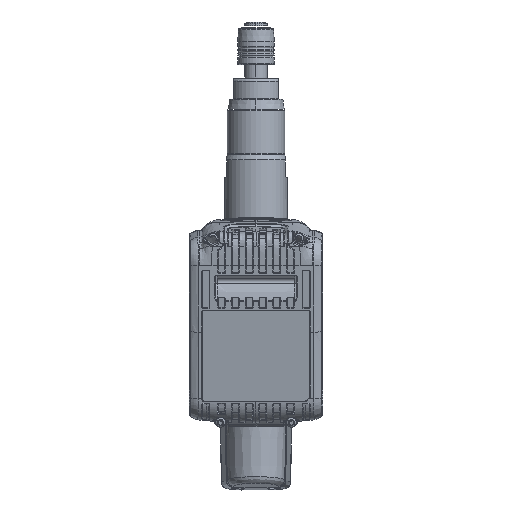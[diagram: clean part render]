
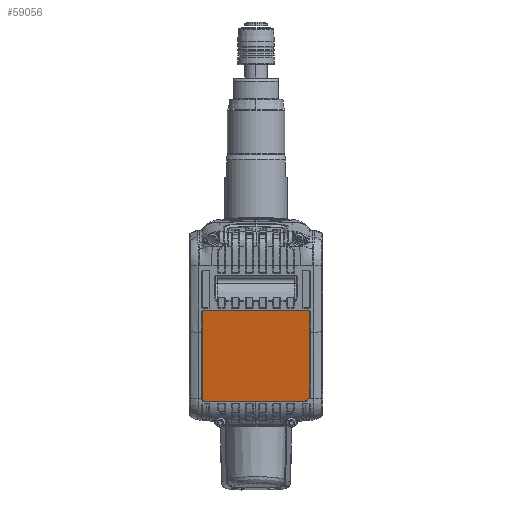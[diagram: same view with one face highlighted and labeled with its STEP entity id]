
A CAD part, front view. The second image highlights one B-rep face of the part: STEP entity #59056.
In plain terms, the highlighted planar face has unit normal (0, -0.985, -0.174).
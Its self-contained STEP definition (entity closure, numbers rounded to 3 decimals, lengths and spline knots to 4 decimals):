
#42094=DIRECTION('',(1.,0.,0.));
#42095=VECTOR('',#42094,2.3087);
#42096=CARTESIAN_POINT('',(-1.1543,-9.21,
-0.7457));
#42097=LINE('',#42096,#42095);
#42098=CARTESIAN_POINT('',(1.1543,-9.2032,
-0.7845));
#42099=DIRECTION('',(0.,0.985,0.174));
#42100=DIRECTION('',(0.,-0.174,0.985));
#42101=AXIS2_PLACEMENT_3D('',#42098,#42099,#42100);
#42103=DIRECTION('',(0.,0.174,-0.985));
#42104=VECTOR('',#42103,1.9173);
#42105=CARTESIAN_POINT('',(1.1937,-9.2032,
-0.7845));
#42106=LINE('',#42105,#42104);
#42107=CARTESIAN_POINT('',(1.174,-8.8703,
-2.6727));
#42108=DIRECTION('',(0.,0.985,0.174));
#42109=DIRECTION('',(1.,0.,0.));
#42110=AXIS2_PLACEMENT_3D('',#42107,#42108,#42109);
#42112=DIRECTION('',(-0.707,0.123,-0.696));
#42113=VECTOR('',#42112,0.1002);
#42114=CARTESIAN_POINT('',(1.1879,-8.8678,
-2.6864));
#42115=LINE('',#42114,#42113);
#42116=CARTESIAN_POINT('',(1.1031,-8.8579,
-2.7424));
#42117=DIRECTION('',(0.,0.985,0.174));
#42118=DIRECTION('',(0.707,0.123,-0.696));
#42119=AXIS2_PLACEMENT_3D('',#42116,#42117,#42118);
#42121=DIRECTION('',(-1.,0.,0.));
#42122=VECTOR('',#42121,2.2575);
#42123=CARTESIAN_POINT('',(1.1031,-8.8545,
-2.7618));
#42124=LINE('',#42123,#42122);
#42125=CARTESIAN_POINT('',(-1.1543,-8.8614,
-2.7231));
#42126=DIRECTION('',(0.,0.985,0.174));
#42127=DIRECTION('',(0.,0.174,-0.985));
#42128=AXIS2_PLACEMENT_3D('',#42125,#42126,#42127);
#42130=DIRECTION('',(0.,-0.174,0.985));
#42131=VECTOR('',#42130,1.9685);
#42132=CARTESIAN_POINT('',(-1.1937,-8.8614,
-2.7231));
#42133=LINE('',#42132,#42131);
#42134=CARTESIAN_POINT('',(-1.1543,-9.2032,
-0.7845));
#42135=DIRECTION('',(0.,0.985,0.174));
#42136=DIRECTION('',(-1.,0.,0.));
#42137=AXIS2_PLACEMENT_3D('',#42134,#42135,#42136);
#48967=CARTESIAN_POINT('',(1.1937,-8.8703,
-2.6727));
#48968=CARTESIAN_POINT('',(1.1937,-9.2032,
-0.7845));
#48969=VERTEX_POINT('',#48967);
#48970=VERTEX_POINT('',#48968);
#48971=CARTESIAN_POINT('',(1.1879,-8.8678,
-2.6864));
#48972=VERTEX_POINT('',#48971);
#48973=CARTESIAN_POINT('',(1.1171,-8.8555,
-2.7562));
#48974=VERTEX_POINT('',#48973);
#49351=CARTESIAN_POINT('',(-1.1937,-9.2032,
-0.7845));
#49352=CARTESIAN_POINT('',(-1.1937,-8.8614,
-2.7231));
#49353=VERTEX_POINT('',#49351);
#49354=VERTEX_POINT('',#49352);
#49355=CARTESIAN_POINT('',(-1.1543,-9.21,
-0.7457));
#49356=VERTEX_POINT('',#49355);
#49357=CARTESIAN_POINT('',(1.1543,-9.21,
-0.7457));
#49358=VERTEX_POINT('',#49357);
#49363=CARTESIAN_POINT('',(1.1031,-8.8545,
-2.7618));
#49364=VERTEX_POINT('',#49363);
#49365=CARTESIAN_POINT('',(-1.1543,-8.8545,
-2.7618));
#49366=VERTEX_POINT('',#49365);
#59029=CARTESIAN_POINT('',(0.,-8.2803,-6.0187));
#59030=DIRECTION('',(0.,0.985,0.174));
#59031=DIRECTION('',(0.,-0.174,0.985));
#59032=AXIS2_PLACEMENT_3D('',#59029,#59030,#59031);
#59033=PLANE('',#59032);
#59035=ORIENTED_EDGE('',*,*,#59034,.T.);
#59037=ORIENTED_EDGE('',*,*,#59036,.T.);
#59039=ORIENTED_EDGE('',*,*,#59038,.T.);
#59041=ORIENTED_EDGE('',*,*,#59040,.T.);
#59043=ORIENTED_EDGE('',*,*,#59042,.T.);
#59045=ORIENTED_EDGE('',*,*,#59044,.T.);
#59047=ORIENTED_EDGE('',*,*,#59046,.T.);
#59049=ORIENTED_EDGE('',*,*,#59048,.T.);
#59051=ORIENTED_EDGE('',*,*,#59050,.T.);
#59053=ORIENTED_EDGE('',*,*,#59052,.T.);
#59054=EDGE_LOOP('',(#59035,#59037,#59039,#59041,#59043,#59045,#59047,#59049,
#59051,#59053));
#59055=FACE_OUTER_BOUND('',#59054,.F.);
#59056=ADVANCED_FACE('',(#59055),#59033,.F.);
#42102=CIRCLE('',#42101,0.0394);
#42111=CIRCLE('',#42110,0.0197);
#42120=CIRCLE('',#42119,0.0197);
#42129=CIRCLE('',#42128,0.0394);
#42138=CIRCLE('',#42137,0.0394);
#59034=EDGE_CURVE('',#49356,#49358,#42097,.T.);
#59036=EDGE_CURVE('',#49358,#48970,#42102,.T.);
#59038=EDGE_CURVE('',#48970,#48969,#42106,.T.);
#59040=EDGE_CURVE('',#48969,#48972,#42111,.T.);
#59042=EDGE_CURVE('',#48972,#48974,#42115,.T.);
#59044=EDGE_CURVE('',#48974,#49364,#42120,.T.);
#59046=EDGE_CURVE('',#49364,#49366,#42124,.T.);
#59048=EDGE_CURVE('',#49366,#49354,#42129,.T.);
#59050=EDGE_CURVE('',#49354,#49353,#42133,.T.);
#59052=EDGE_CURVE('',#49353,#49356,#42138,.T.);
